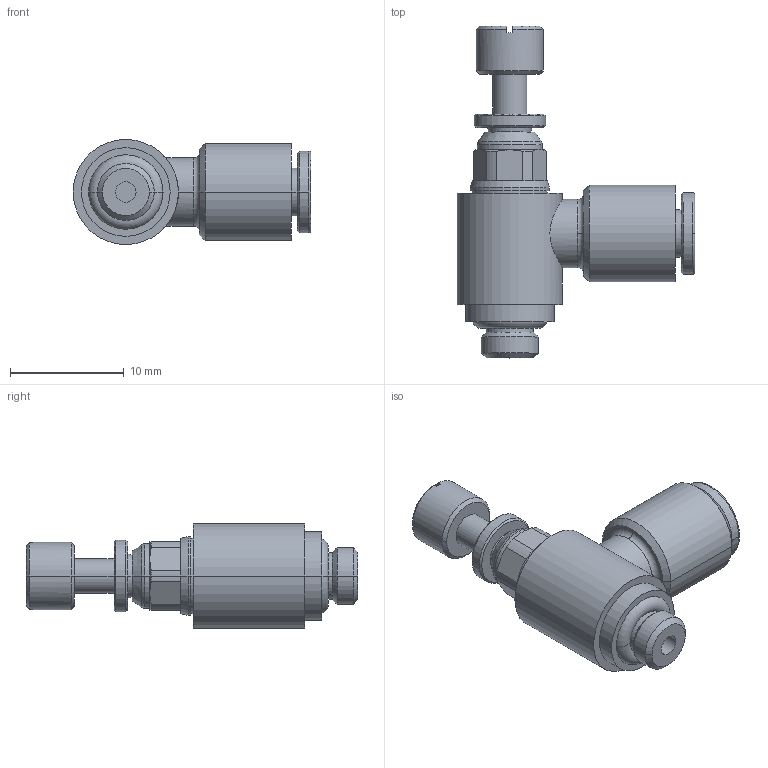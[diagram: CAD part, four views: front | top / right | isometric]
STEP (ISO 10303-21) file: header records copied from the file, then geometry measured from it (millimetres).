
FILE_DESCRIPTION(('STEP AP214'),'1');
FILE_NAME('7669_03_19.stp','2016-07-07T14:20:22',('TraceParts'),('TraceParts S.A.'),'Spatial InterOp 3D',' ',' ');
FILE_SCHEMA(('automotive_design'));
Length unit declared in the file: millimetre
Products named in the file (1): 1
Bounding box: 20.89 x 29.2 x 9.25 mm (x, y, z)
Volume: 1570.2 mm3; surface area: 1413 mm2
Topology: 1 solids, 1 shells, 112 faces, 261 edges, 165 vertices
Faces by surface type: cylinder 42, cone 34, plane 30, torus 6
Entity records: 3389 total; most frequent: CARTESIAN_POINT 742, DIRECTION 604, ORIENTED_EDGE 522, EDGE_CURVE 261, AXIS2_PLACEMENT_3D 253, VERTEX_POINT 165, CIRCLE 140, EDGE_LOOP 128
